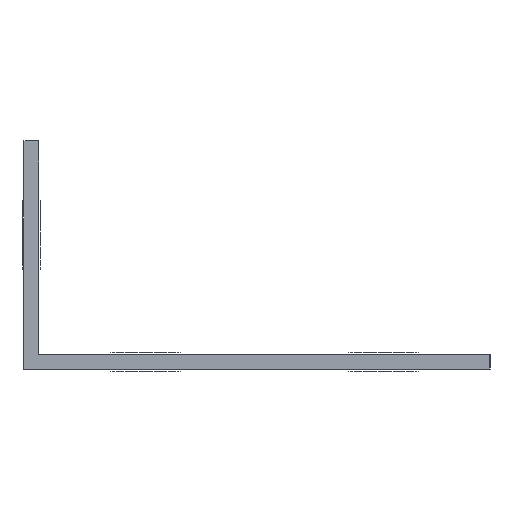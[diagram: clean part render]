
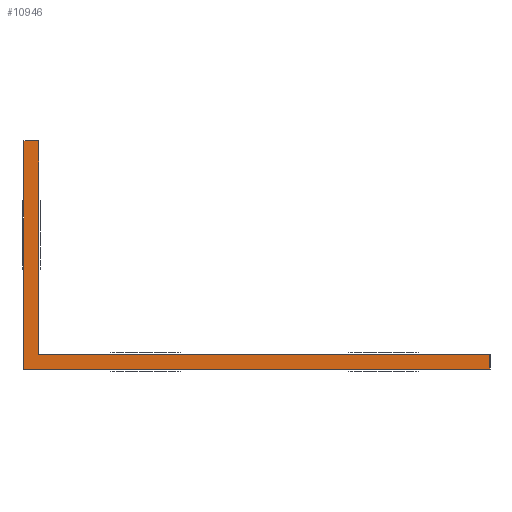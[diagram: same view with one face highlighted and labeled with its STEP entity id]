
A CAD part, left-side view. The second image highlights one B-rep face of the part: STEP entity #10946.
In plain terms, the highlighted planar face has unit normal (-1, 0, 0).
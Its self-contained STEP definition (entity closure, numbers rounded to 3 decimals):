
#2270=FACE_OUTER_BOUND('',#2728,.T.);
#2728=EDGE_LOOP('',(#8666,#8667,#8668,#8669,#8670,#8671));
#3183=LINE('',#16402,#4101);
#3188=LINE('',#16411,#4106);
#3194=LINE('',#16424,#4112);
#3196=LINE('',#16427,#4114);
#3197=LINE('',#16429,#4115);
#3198=LINE('',#16430,#4116);
#4101=VECTOR('',#12765,1.);
#4106=VECTOR('',#12772,1.);
#4112=VECTOR('',#12782,1.);
#4114=VECTOR('',#12786,1.);
#4115=VECTOR('',#12787,1.);
#4116=VECTOR('',#12788,1.);
#5018=VERTEX_POINT('',#16398);
#5020=VERTEX_POINT('',#16401);
#5023=VERTEX_POINT('',#16409);
#5027=VERTEX_POINT('',#16421);
#5028=VERTEX_POINT('',#16423);
#5029=VERTEX_POINT('',#16428);
#6831=EDGE_CURVE('',#5020,#5018,#3183,.T.);
#6836=EDGE_CURVE('',#5023,#5018,#3188,.T.);
#6842=EDGE_CURVE('',#5028,#5027,#3194,.T.);
#6844=EDGE_CURVE('',#5023,#5028,#3196,.T.);
#6845=EDGE_CURVE('',#5027,#5029,#3197,.T.);
#6846=EDGE_CURVE('',#5020,#5029,#3198,.T.);
#8666=ORIENTED_EDGE('',*,*,#6831,.T.);
#8667=ORIENTED_EDGE('',*,*,#6836,.F.);
#8668=ORIENTED_EDGE('',*,*,#6844,.T.);
#8669=ORIENTED_EDGE('',*,*,#6842,.T.);
#8670=ORIENTED_EDGE('',*,*,#6845,.T.);
#8671=ORIENTED_EDGE('',*,*,#6846,.F.);
#10488=PLANE('',#11406);
#10946=ADVANCED_FACE('',(#2270),#10488,.F.);
#11406=AXIS2_PLACEMENT_3D('',#16426,#12784,#12785);
#12765=DIRECTION('',(0.,0.,1.));
#12772=DIRECTION('',(0.,-1.,0.));
#12782=DIRECTION('',(0.,1.,0.));
#12784=DIRECTION('center_axis',(1.,0.,0.));
#12785=DIRECTION('ref_axis',(0.,0.,-1.));
#12786=DIRECTION('',(0.,0.,1.));
#12787=DIRECTION('',(0.,0.,-1.));
#12788=DIRECTION('',(0.,1.,0.));
#16398=CARTESIAN_POINT('',(39.324,66.415,1.361));
#16401=CARTESIAN_POINT('',(39.324,66.415,-0.139));
#16402=CARTESIAN_POINT('',(39.324,66.415,0.648));
#16409=CARTESIAN_POINT('',(39.324,111.915,1.361));
#16411=CARTESIAN_POINT('',(39.324,113.265,1.361));
#16421=CARTESIAN_POINT('',(39.324,113.415,22.861));
#16423=CARTESIAN_POINT('',(39.324,111.915,22.861));
#16424=CARTESIAN_POINT('',(39.324,106.84,22.861));
#16426=CARTESIAN_POINT('Origin',(39.324,101.015,0.686));
#16427=CARTESIAN_POINT('',(39.324,111.915,0.011));
#16428=CARTESIAN_POINT('',(39.324,113.415,-0.139));
#16429=CARTESIAN_POINT('',(39.324,113.415,0.011));
#16430=CARTESIAN_POINT('',(39.324,66.265,-0.139));
